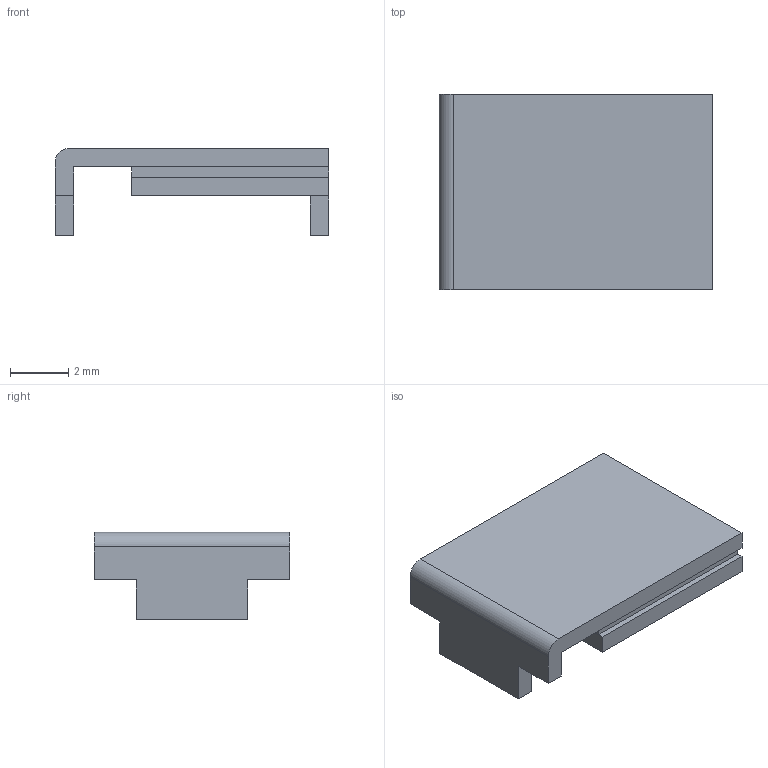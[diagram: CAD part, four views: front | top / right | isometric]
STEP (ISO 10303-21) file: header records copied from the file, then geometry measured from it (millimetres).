
FILE_DESCRIPTION((''),'2;1');
FILE_NAME('FUSR_TYCO_SMDC150F-2.stp','2010-03-17T14:36:31',(''),(''),'Mechanical Desktop 2010','Mechanical Desktop 2010',', , ');
FILE_SCHEMA(('AUTOMOTIVE_DESIGN { 1 2 10303 214 1 1 1 1 }'));
Length unit declared in the file: millimetre
Products named in the file (1): Product
Bounding box: 9.4 x 6.71 x 3 mm (x, y, z)
Volume: 94 mm3; surface area: 385.8 mm2
Topology: 3 solids, 3 shells, 36 faces, 88 edges, 58 vertices
Faces by surface type: plane 27, bspline 7, cylinder 2
Entity records: 1090 total; most frequent: CARTESIAN_POINT 204, ORIENTED_EDGE 176, DIRECTION 152, EDGE_CURVE 88, VECTOR 84, LINE 84, VERTEX_POINT 58, EDGE_LOOP 36
